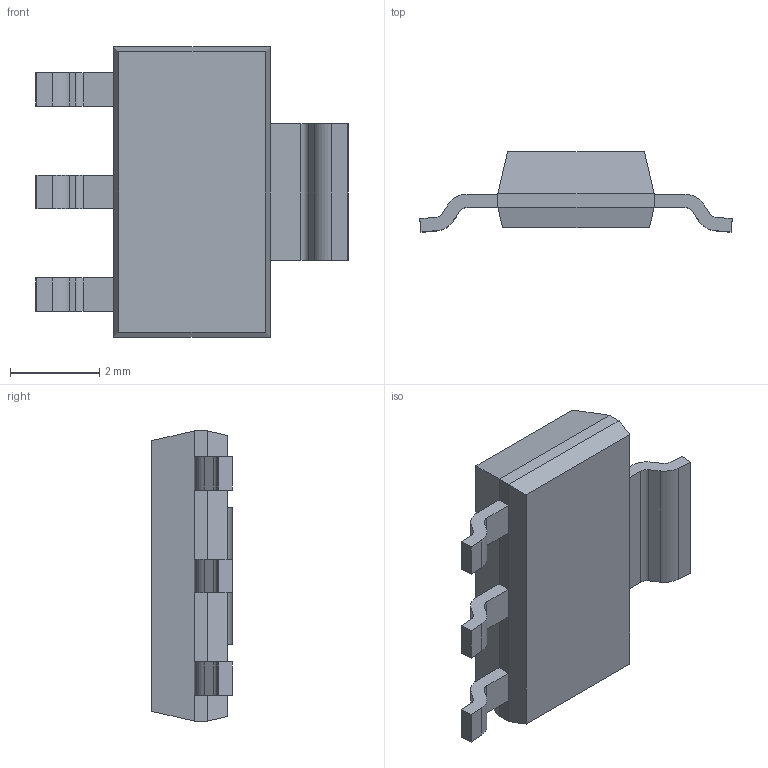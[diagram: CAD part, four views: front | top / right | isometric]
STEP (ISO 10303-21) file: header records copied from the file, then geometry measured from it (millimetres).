
FILE_DESCRIPTION (( 'STEP AP214' ), '1' );
FILE_NAME ('MIC39100-3.3WS-TR.STEP', '2020-09-24T21:01:26', ( '' ), ( '' ), 'SwSTEP 2.0', 'SolidWorks 2017', '' );
FILE_SCHEMA (( 'AUTOMOTIVE_DESIGN' ));
Length unit declared in the file: millimetre
Products named in the file (1): MIC39100-3.3WS-TR
Bounding box: 7 x 1.8 x 6.5 mm (x, y, z)
Volume: 39.3 mm3; surface area: 101.5 mm2
Topology: 5 solids, 5 shells, 70 faces, 172 edges, 112 vertices
Faces by surface type: plane 54, cylinder 16
Entity records: 2114 total; most frequent: CARTESIAN_POINT 355, DIRECTION 346, ORIENTED_EDGE 344, EDGE_CURVE 172, VECTOR 140, LINE 140, VERTEX_POINT 112, AXIS2_PLACEMENT_3D 103
